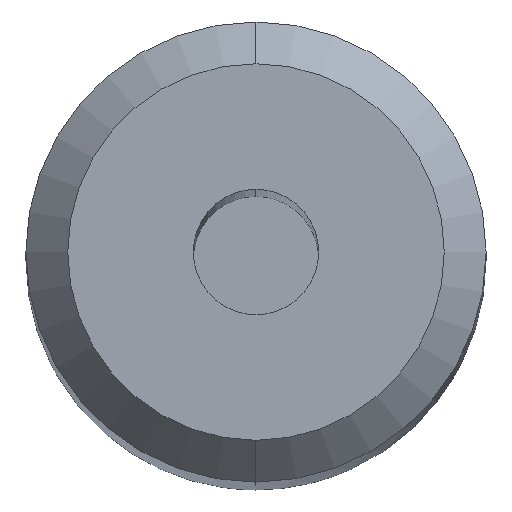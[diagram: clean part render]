
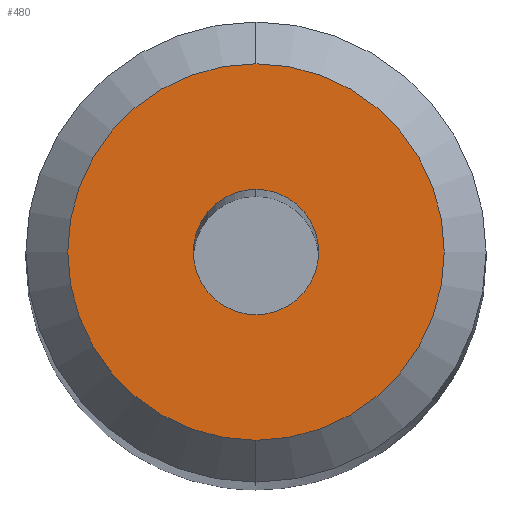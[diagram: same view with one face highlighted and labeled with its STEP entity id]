
A CAD part, top view. The second image highlights one B-rep face of the part: STEP entity #480.
In plain terms, the highlighted planar face has unit normal (0, 0, 1).
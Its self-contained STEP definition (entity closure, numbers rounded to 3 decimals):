
#270=VERTEX_POINT('NONE',#699);
#336=VERTEX_POINT('NONE',#772);
#338=EDGE_CURVE('NONE',#462,#596,#774,.T.);
#356=EDGE_CURVE('NONE',#336,#270,#793,.T.);
#414=EDGE_CURVE('NONE',#270,#336,#858,.T.);
#454=EDGE_CURVE('NONE',#596,#462,#904,.T.);
#462=VERTEX_POINT('NONE',#912);
#480=ADVANCED_FACE('NONE',(#931,#932),#933,.F.);
#596=VERTEX_POINT('NONE',#1061);
#699=CARTESIAN_POINT('',(0.,4.5,97.0));
#772=CARTESIAN_POINT('',(0.0,-4.5,97.0));
#774=CIRCLE('',#1344,1.5);
#793=CIRCLE('',#1371,4.5);
#858=CIRCLE('',#1475,4.5);
#904=CIRCLE('',#1549,1.5);
#912=CARTESIAN_POINT('',(0.,-1.5,97.0));
#931=FACE_OUTER_BOUND('',#1608,.T.);
#932=FACE_BOUND('',#1609,.T.);
#933=PLANE('',#1610);
#1061=CARTESIAN_POINT('',(0.0,1.5,97.0));
#1344=AXIS2_PLACEMENT_3D('',#2096,#2097,#2098);
#1371=AXIS2_PLACEMENT_3D('',#2114,#2115,#2116);
#1475=AXIS2_PLACEMENT_3D('',#2196,#2197,#2198);
#1549=AXIS2_PLACEMENT_3D('',#2261,#2262,#2263);
#1608=EDGE_LOOP('',(#2275,#2276));
#1609=EDGE_LOOP('',(#2277,#2278));
#1610=AXIS2_PLACEMENT_3D('',#2279,#2280,#2281);
#2096=CARTESIAN_POINT('',(0.0,0.0,97.0));
#2097=DIRECTION('',(0.0,-0.0,1.0));
#2098=DIRECTION('',(0.0,1.0,0.0));
#2114=CARTESIAN_POINT('',(0.0,0.0,97.0));
#2115=DIRECTION('',(-0.0,0.0,1.0));
#2116=DIRECTION('',(0.0,-1.0,0.0));
#2196=CARTESIAN_POINT('',(0.0,0.0,97.0));
#2197=DIRECTION('',(-0.0,0.0,1.0));
#2198=DIRECTION('',(0.0,-1.0,0.0));
#2261=CARTESIAN_POINT('',(0.0,0.0,97.0));
#2262=DIRECTION('',(0.0,-0.0,1.0));
#2263=DIRECTION('',(0.0,1.0,0.0));
#2275=ORIENTED_EDGE('',*,*,#356,.T.);
#2276=ORIENTED_EDGE('',*,*,#414,.T.);
#2277=ORIENTED_EDGE('',*,*,#454,.F.);
#2278=ORIENTED_EDGE('',*,*,#338,.F.);
#2279=CARTESIAN_POINT('',(-5.5,0.0,97.0));
#2280=DIRECTION('',(0.0,0.0,-1.0));
#2281=DIRECTION('',(-1.0,0.0,0.0));
